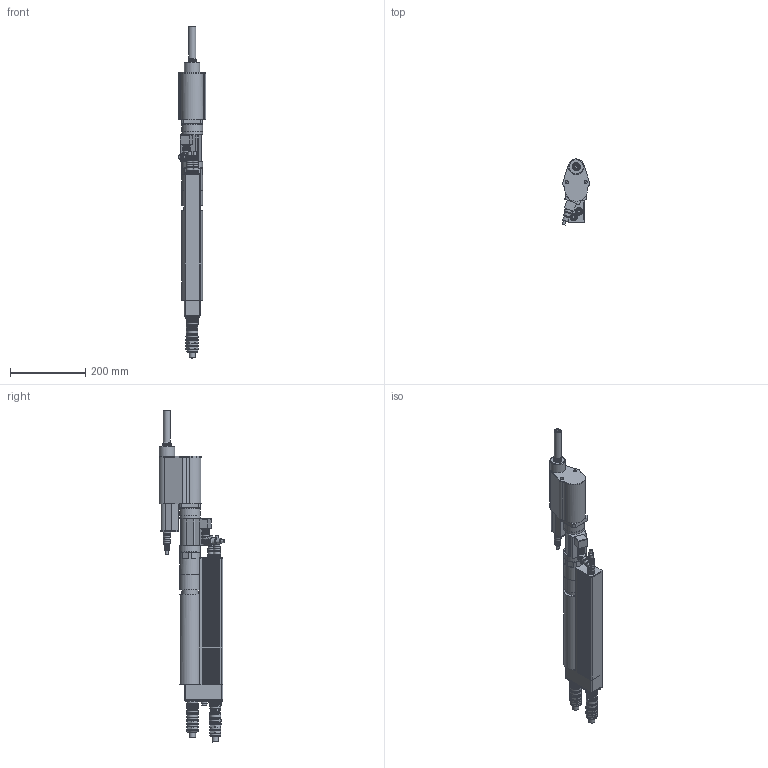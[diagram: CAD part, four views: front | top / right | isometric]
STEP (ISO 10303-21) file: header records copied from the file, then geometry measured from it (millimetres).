
FILE_DESCRIPTION((''),'2;1');
FILE_NAME('947534A7.stp','2011-03-25T14:19:57',('e4c32'),(''),'Autodesk Inventor 11','Autodesk Inventor 11','');
FILE_SCHEMA(('AUTOMOTIVE_DESIGN { 1 0 10303 214 1 1 1 1 }'));
Length unit declared in the file: millimetre
Products named in the file (8): 947534A7_IAM_001; 2VKXB_IPT_001.ipt_versetzter Abtrieb; 2K1B_IPT_001; 2BTS-2BXA_IPT_001.ipt_Motor und Getriebe; 961089-002_IPT_001; 961089-002_IPT_002.ipt_Stecker gerade; 961104-005_IPT_002.ipt_Stecker gerade; 961104-005_IPT_001.ipt_Stecker gerade
Assembly tree (9 placements, depth 2):
  947534A7_IAM_001
    2VKXB_IPT_001.ipt_versetzter Abtrieb
    2K1B_IPT_001
    2BTS-2BXA_IPT_001.ipt_Motor und Getriebe
    961089-002_IPT_001
    961089-002_IPT_002.ipt_Stecker gerade  x3
    961104-005_IPT_002.ipt_Stecker gerade
    961104-005_IPT_001.ipt_Stecker gerade
Bounding box: 72.73 x 175 x 880.9 mm (x, y, z)
Volume: 3256527.9 mm3; surface area: 323172 mm2
Topology: 9 solids, 9 shells, 1105 faces, 2619 edges, 1631 vertices
Faces by surface type: plane 770, cylinder 255, cone 44, torus 24, bspline 12
Full cylindrical faces by diameter (mm): 5.5 x4, 8 x4, 12 x1, 13 x1, 13.4 x3, 13.5 x1, 14 x16, 14.2 x3, 15.5 x1, 16 x11, 16.5 x3, 17 x1, 17.5 x1, 17.587 x6, 18 x7, 18.7 x7, 19 x1, 19.5 x3, 20 x8, 22 x2, 22.5 x2, 24 x1, 25 x1, 25.5 x1, 26.4 x1, 27.047 x1, 28 x2, 28.5 x1, 29 x1, 29.4 x3
Entity records: 30118 total; most frequent: CARTESIAN_POINT 6986, DIRECTION 4653, ORIENTED_EDGE 4646, EDGE_CURVE 2323, AXIS2_PLACEMENT_3D 1557, VECTOR 1539, LINE 1539, VERTEX_POINT 1535
